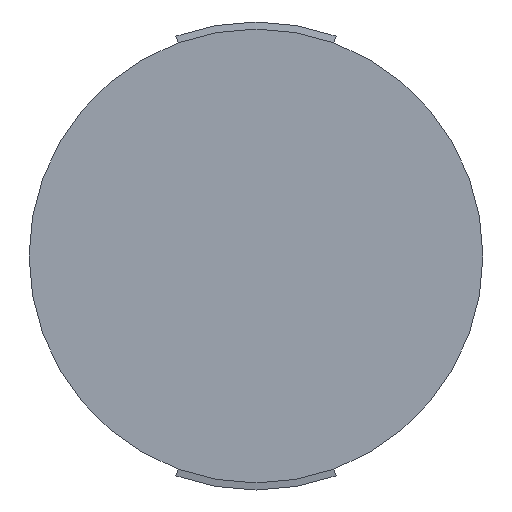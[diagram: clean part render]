
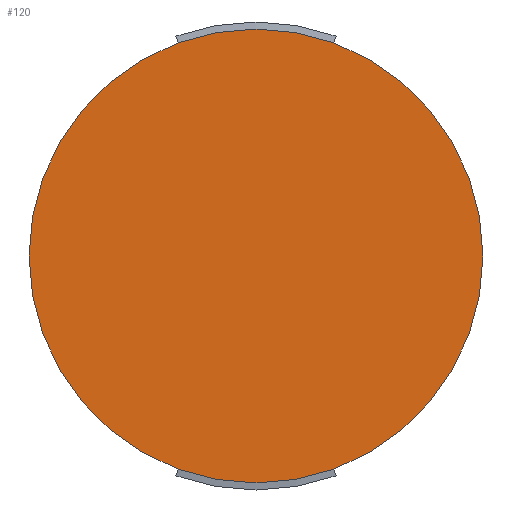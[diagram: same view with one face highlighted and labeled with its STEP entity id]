
A CAD part, left-side view. The second image highlights one B-rep face of the part: STEP entity #120.
In plain terms, the highlighted planar face has unit normal (-1, 0, 0).
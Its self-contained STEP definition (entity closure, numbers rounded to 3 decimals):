
#52=FACE_OUTER_BOUND('',#194,.T.);
#66=PLANE('',#482);
#120=ADVANCED_FACE('',(#52),#66,.T.);
#194=EDGE_LOOP('',(#259));
#259=ORIENTED_EDGE('',*,*,#399,.F.);
#358=VERTEX_POINT('',#724);
#399=EDGE_CURVE('',#358,#358,#440,.T.);
#440=CIRCLE('',#479,1.6);
#479=AXIS2_PLACEMENT_3D('',#723,#575,#576);
#482=AXIS2_PLACEMENT_3D('',#728,#581,#582);
#575=DIRECTION('',(1.,0.,0.));
#576=DIRECTION('',(0.,0.,-1.));
#581=DIRECTION('',(-1.,0.,0.));
#582=DIRECTION('',(0.,0.,1.));
#723=CARTESIAN_POINT('',(0.,0.,0.));
#724=CARTESIAN_POINT('',(0.,0.,-1.6));
#728=CARTESIAN_POINT('',(0.,0.,0.));
